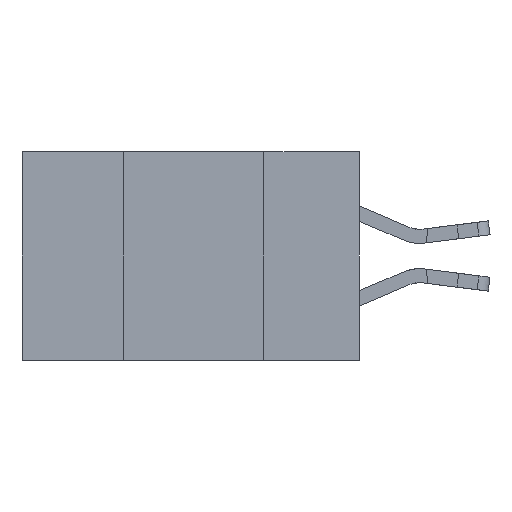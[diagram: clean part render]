
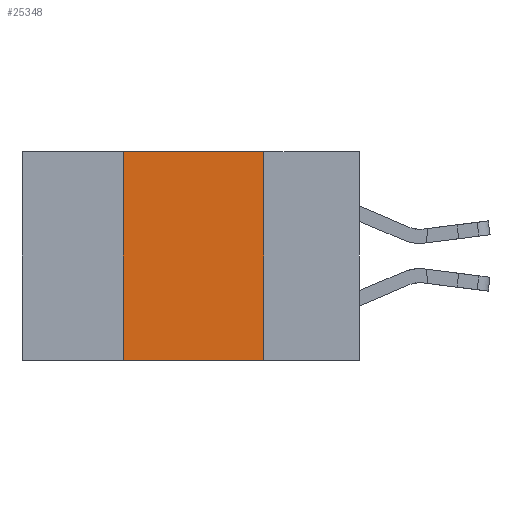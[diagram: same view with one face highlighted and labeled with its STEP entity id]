
A CAD part, left-side view. The second image highlights one B-rep face of the part: STEP entity #25348.
In plain terms, the highlighted planar face has unit normal (-1, 0, 0).
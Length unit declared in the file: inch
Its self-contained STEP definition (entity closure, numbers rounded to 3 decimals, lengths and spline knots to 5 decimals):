
#186 = FACE_OUTER_BOUND ( 'NONE', #24800, .T. ) ;
#1030 = VECTOR ( 'NONE', #30939, 39.37008 ) ;
#1696 = LINE ( 'NONE', #26405, #1030 ) ;
#2138 = LINE ( 'NONE', #11516, #18168 ) ;
#2728 = CARTESIAN_POINT ( 'NONE',  ( 0., 0.17, -0.37 ) ) ;
#4655 = LINE ( 'NONE', #19501, #12172 ) ;
#5044 = PLANE ( 'NONE',  #27065 ) ;
#5523 = DIRECTION ( 'NONE',  ( 1., 0., 0. ) ) ;
#5859 = VERTEX_POINT ( 'NONE', #11257 ) ;
#7135 = CARTESIAN_POINT ( 'NONE',  ( 0., 0.42, -0.37 ) ) ;
#8264 = EDGE_CURVE ( 'NONE', #27953, #5859, #2138, .T. ) ;
#10712 = CARTESIAN_POINT ( 'NONE',  ( 0., 0.42, 0. ) ) ;
#11257 = CARTESIAN_POINT ( 'NONE',  ( 0., 0.17, 0. ) ) ;
#11516 = CARTESIAN_POINT ( 'NONE',  ( 0., 0.6, 0. ) ) ;
#12090 = DIRECTION ( 'NONE',  ( 0., 0., -1. ) ) ;
#12093 = DIRECTION ( 'NONE',  ( 0., -1., 0. ) ) ;
#12172 = VECTOR ( 'NONE', #12090, 39.37008 ) ;
#12967 = VERTEX_POINT ( 'NONE', #2728 ) ;
#13357 = ORIENTED_EDGE ( 'NONE', *, *, #17841, .F. ) ;
#13896 = ORIENTED_EDGE ( 'NONE', *, *, #8264, .F. ) ;
#14705 = ORIENTED_EDGE ( 'NONE', *, *, #24337, .F. ) ;
#17841 = EDGE_CURVE ( 'NONE', #26972, #27953, #1696, .T. ) ;
#18168 = VECTOR ( 'NONE', #31525, 39.37008 ) ;
#18723 = EDGE_CURVE ( 'NONE', #26972, #12967, #29200, .T. ) ;
#18829 = ORIENTED_EDGE ( 'NONE', *, *, #18723, .T. ) ;
#19501 = CARTESIAN_POINT ( 'NONE',  ( 0., 0.17, 0. ) ) ;
#19904 = DIRECTION ( 'NONE',  ( 0., 0., -1. ) ) ;
#22749 = VECTOR ( 'NONE', #12093, 39.37008 ) ;
#23702 = CARTESIAN_POINT ( 'NONE',  ( 0., 0.6, -0.37 ) ) ;
#24337 = EDGE_CURVE ( 'NONE', #5859, #12967, #4655, .T. ) ;
#24800 = EDGE_LOOP ( 'NONE', ( #14705, #13896, #13357, #18829 ) ) ;
#25348 = ADVANCED_FACE ( 'NONE', ( #186 ), #5044, .F. ) ;
#26405 = CARTESIAN_POINT ( 'NONE',  ( 0., 0.42, 0. ) ) ;
#26972 = VERTEX_POINT ( 'NONE', #7135 ) ;
#27065 = AXIS2_PLACEMENT_3D ( 'NONE', #27643, #5523, #19904 ) ;
#27643 = CARTESIAN_POINT ( 'NONE',  ( 0., 0.6, 0. ) ) ;
#27953 = VERTEX_POINT ( 'NONE', #10712 ) ;
#29200 = LINE ( 'NONE', #23702, #22749 ) ;
#30939 = DIRECTION ( 'NONE',  ( 0., 0., 1. ) ) ;
#31525 = DIRECTION ( 'NONE',  ( 0., -1., 0. ) ) ;
